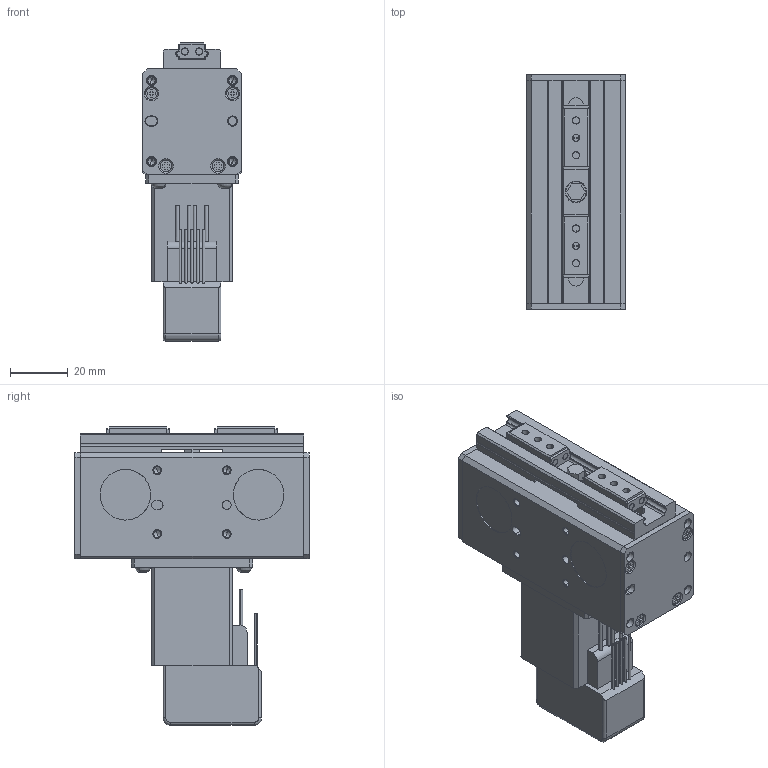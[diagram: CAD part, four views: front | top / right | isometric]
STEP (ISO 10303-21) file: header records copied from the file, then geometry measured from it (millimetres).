
FILE_DESCRIPTION (( 'STEP AP214' ), '1' );
FILE_NAME ('EG28V_azm24ak.STEP', '2022-07-19T01:31:47', ( '' ), ( '' ), 'SwSTEP 2.0', 'SolidWorks 2020', '' );
FILE_SCHEMA (( 'AUTOMOTIVE_DESIGN' ));
Length unit declared in the file: millimetre
Products named in the file (8): BODY_EG28VA.stp; LM-BROCK2.stp; EG28V_azm24ak; LM-RAIL.stp; MOTOR PLATE_28.stp; LM-BROCK1.stp; EG28V-V0015685Z000.stp; azm24ka
Assembly tree (7 placements, depth 3):
  EG28V_azm24ak
    EG28V-V0015685Z000.stp
      BODY_EG28VA.stp
      LM-RAIL.stp
      LM-BROCK1.stp
      LM-BROCK2.stp
      MOTOR PLATE_28.stp
    azm24ka
Bounding box: 34 x 81 x 103 mm (x, y, z)
Volume: 108487.6 mm3; surface area: 34476 mm2
Topology: 5 solids, 6 shells, 968 faces, 2453 edges, 1533 vertices
Faces by surface type: plane 453, cylinder 303, cone 176, bspline 32, torus 4
Entity records: 32083 total; most frequent: CARTESIAN_POINT 8499, ORIENTED_EDGE 4754, DIRECTION 4731, EDGE_CURVE 2395, AXIS2_PLACEMENT_3D 1613, VERTEX_POINT 1533, VECTOR 1505, LINE 1505
